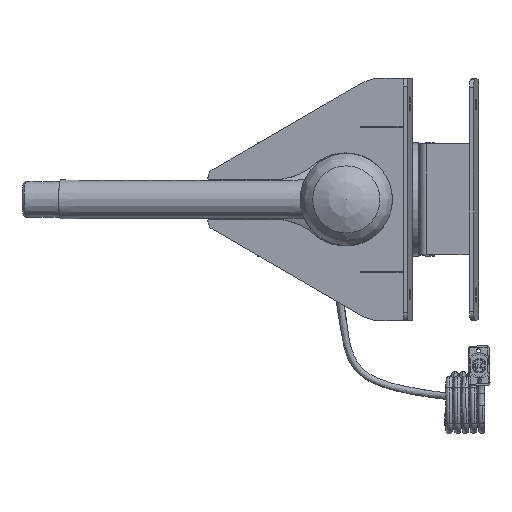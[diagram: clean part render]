
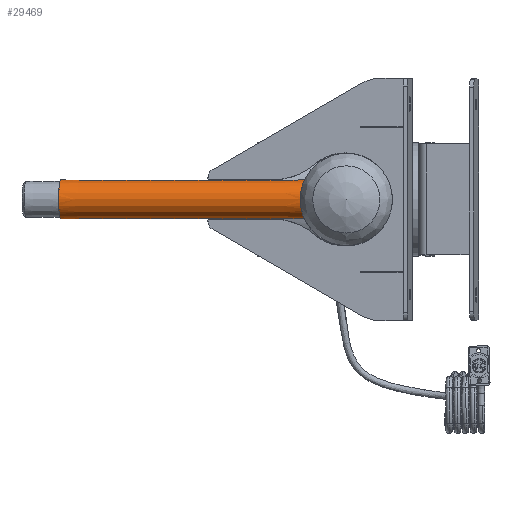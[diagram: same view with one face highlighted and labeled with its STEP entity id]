
A CAD part, left-side view. The second image highlights one B-rep face of the part: STEP entity #29469.
In plain terms, the highlighted conical face has half-angle 0.007 degrees and reference radius 24.2 mm.
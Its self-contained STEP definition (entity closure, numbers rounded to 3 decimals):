
#193=CONICAL_SURFACE('',#32434,24.2,0.);
#300=B_SPLINE_CURVE_WITH_KNOTS('',3,(#45548,#45549,#45550,#45551,#45552,
#45553,#45554,#45555,#45556,#45557,#45558,#45559,#45560,#45561,#45562,#45563,
#45564,#45565,#45566,#45567,#45568,#45569,#45570,#45571,#45572,#45573,#45574,
#45575,#45576,#45577,#45578,#45579,#45580,#45581),.UNSPECIFIED.,.F.,.F.,
(4,2,2,2,2,2,2,2,2,2,2,2,2,2,2,2,4),(3.675,4.136,
4.598,5.059,5.521,5.978,6.435,
6.892,7.35,7.82,8.29,8.76,
9.23,9.696,10.163,10.629,11.095),
 .UNSPECIFIED.);
#304=B_SPLINE_CURVE_WITH_KNOTS('',3,(#45657,#45658,#45659,#45660,#45661,
#45662,#45663,#45664,#45665,#45666,#45667,#45668,#45669,#45670,#45671,#45672,
#45673,#45674),.UNSPECIFIED.,.F.,.F.,(4,2,2,2,2,2,2,2,4),(11.095,
11.561,12.028,12.494,12.96,13.43,
13.9,14.37,14.841),.UNSPECIFIED.);
#305=B_SPLINE_CURVE_WITH_KNOTS('',3,(#45675,#45676,#45677,#45678,#45679,
#45680,#45681,#45682,#45683,#45684,#45685,#45686,#45687,#45688,#45689,#45690,
#45691,#45692),.UNSPECIFIED.,.F.,.F.,(4,2,2,2,2,2,2,2,4),(0.,0.457,
0.914,1.372,1.829,2.29,2.752,
3.213,3.675),.UNSPECIFIED.);
#4872=FACE_OUTER_BOUND('',#6392,.T.);
#6392=EDGE_LOOP('',(#22563,#22564,#22565,#22566,#22567,#22568,#22569));
#8219=LINE('',#45762,#11013);
#11013=VECTOR('',#36421,24.2);
#13759=CIRCLE('',#32426,24.182);
#13760=CIRCLE('',#32427,24.182);
#14913=VERTEX_POINT('',#45545);
#14914=VERTEX_POINT('',#45547);
#14918=VERTEX_POINT('',#45656);
#14927=VERTEX_POINT('',#45745);
#14928=VERTEX_POINT('',#45747);
#17804=EDGE_CURVE('',#14913,#14914,#300,.T.);
#17809=EDGE_CURVE('',#14914,#14918,#304,.T.);
#17810=EDGE_CURVE('',#14918,#14913,#305,.T.);
#17819=EDGE_CURVE('',#14928,#14927,#13759,.T.);
#17820=EDGE_CURVE('',#14927,#14928,#13760,.T.);
#17827=EDGE_CURVE('',#14913,#14927,#8219,.T.);
#22563=ORIENTED_EDGE('',*,*,#17810,.F.);
#22564=ORIENTED_EDGE('',*,*,#17809,.F.);
#22565=ORIENTED_EDGE('',*,*,#17804,.F.);
#22566=ORIENTED_EDGE('',*,*,#17827,.T.);
#22567=ORIENTED_EDGE('',*,*,#17820,.T.);
#22568=ORIENTED_EDGE('',*,*,#17819,.T.);
#22569=ORIENTED_EDGE('',*,*,#17827,.F.);
#29469=ADVANCED_FACE('',(#4872),#193,.T.);
#32426=AXIS2_PLACEMENT_3D('',#45748,#36400,#36401);
#32427=AXIS2_PLACEMENT_3D('',#45749,#36402,#36403);
#32434=AXIS2_PLACEMENT_3D('',#45761,#36419,#36420);
#36400=DIRECTION('center_axis',(-0.101,-0.995,0.));
#36401=DIRECTION('ref_axis',(0.995,-0.101,0.));
#36402=DIRECTION('center_axis',(-0.101,-0.995,0.));
#36403=DIRECTION('ref_axis',(0.995,-0.101,0.));
#36419=DIRECTION('center_axis',(-0.101,-0.995,0.));
#36420=DIRECTION('ref_axis',(0.995,-0.101,0.));
#36421=DIRECTION('',(0.101,0.995,0.));
#45545=CARTESIAN_POINT('',(26.245,57.057,0.));
#45547=CARTESIAN_POINT('',(74.93,57.061,0.));
#45548=CARTESIAN_POINT('Ctrl Pts',(26.245,57.057,0.));
#45549=CARTESIAN_POINT('Ctrl Pts',(26.245,57.057,-1.538));
#45550=CARTESIAN_POINT('Ctrl Pts',(26.388,56.993,-3.125));
#45551=CARTESIAN_POINT('Ctrl Pts',(26.988,56.733,-6.275));
#45552=CARTESIAN_POINT('Ctrl Pts',(27.444,56.536,-7.837));
#45553=CARTESIAN_POINT('Ctrl Pts',(28.649,56.041,-10.827));
#45554=CARTESIAN_POINT('Ctrl Pts',(29.398,55.742,-12.258));
#45555=CARTESIAN_POINT('Ctrl Pts',(31.131,55.095,-14.9));
#45556=CARTESIAN_POINT('Ctrl Pts',(32.114,54.747,-16.111));
#45557=CARTESIAN_POINT('Ctrl Pts',(34.205,54.074,-18.245));
#45558=CARTESIAN_POINT('Ctrl Pts',(35.383,53.724,-19.243));
#45559=CARTESIAN_POINT('Ctrl Pts',(37.962,53.06,-21.006));
#45560=CARTESIAN_POINT('Ctrl Pts',(39.362,52.747,-21.77));
#45561=CARTESIAN_POINT('Ctrl Pts',(42.297,52.224,-22.998));
#45562=CARTESIAN_POINT('Ctrl Pts',(43.836,52.013,-23.463));
#45563=CARTESIAN_POINT('Ctrl Pts',(46.944,51.734,-24.073));
#45564=CARTESIAN_POINT('Ctrl Pts',(48.514,51.666,-24.218));
#45565=CARTESIAN_POINT('Ctrl Pts',(51.606,51.666,-24.218));
#45566=CARTESIAN_POINT('Ctrl Pts',(53.218,51.738,-24.065));
#45567=CARTESIAN_POINT('Ctrl Pts',(56.417,52.026,-23.437));
#45568=CARTESIAN_POINT('Ctrl Pts',(58.002,52.241,-22.962));
#45569=CARTESIAN_POINT('Ctrl Pts',(61.04,52.77,-21.72));
#45570=CARTESIAN_POINT('Ctrl Pts',(62.495,53.083,-20.951));
#45571=CARTESIAN_POINT('Ctrl Pts',(65.19,53.747,-19.185));
#45572=CARTESIAN_POINT('Ctrl Pts',(66.431,54.096,-18.187));
#45573=CARTESIAN_POINT('Ctrl Pts',(68.626,54.762,-16.071));
#45574=CARTESIAN_POINT('Ctrl Pts',(69.662,55.104,-14.877));
#45575=CARTESIAN_POINT('Ctrl Pts',(71.503,55.743,-12.265));
#45576=CARTESIAN_POINT('Ctrl Pts',(72.309,56.04,-10.847));
#45577=CARTESIAN_POINT('Ctrl Pts',(73.612,56.535,-7.871));
#45578=CARTESIAN_POINT('Ctrl Pts',(74.112,56.733,-6.31));
#45579=CARTESIAN_POINT('Ctrl Pts',(74.771,56.996,-3.152));
#45580=CARTESIAN_POINT('Ctrl Pts',(74.93,57.061,-1.554));
#45581=CARTESIAN_POINT('Ctrl Pts',(74.93,57.061,0.));
#45656=CARTESIAN_POINT('',(50.038,51.666,24.218));
#45657=CARTESIAN_POINT('Ctrl Pts',(74.93,57.061,0.));
#45658=CARTESIAN_POINT('Ctrl Pts',(74.93,57.061,1.554));
#45659=CARTESIAN_POINT('Ctrl Pts',(74.771,56.996,3.152));
#45660=CARTESIAN_POINT('Ctrl Pts',(74.112,56.733,6.31));
#45661=CARTESIAN_POINT('Ctrl Pts',(73.612,56.535,7.871));
#45662=CARTESIAN_POINT('Ctrl Pts',(72.309,56.04,10.847));
#45663=CARTESIAN_POINT('Ctrl Pts',(71.503,55.743,12.265));
#45664=CARTESIAN_POINT('Ctrl Pts',(69.662,55.104,14.877));
#45665=CARTESIAN_POINT('Ctrl Pts',(68.626,54.762,16.071));
#45666=CARTESIAN_POINT('Ctrl Pts',(66.431,54.096,18.187));
#45667=CARTESIAN_POINT('Ctrl Pts',(65.19,53.747,19.185));
#45668=CARTESIAN_POINT('Ctrl Pts',(62.495,53.083,20.951));
#45669=CARTESIAN_POINT('Ctrl Pts',(61.04,52.77,21.72));
#45670=CARTESIAN_POINT('Ctrl Pts',(58.002,52.241,22.962));
#45671=CARTESIAN_POINT('Ctrl Pts',(56.417,52.026,23.437));
#45672=CARTESIAN_POINT('Ctrl Pts',(53.218,51.738,24.065));
#45673=CARTESIAN_POINT('Ctrl Pts',(51.606,51.666,24.218));
#45674=CARTESIAN_POINT('Ctrl Pts',(50.038,51.666,24.218));
#45675=CARTESIAN_POINT('Ctrl Pts',(50.038,51.666,24.218));
#45676=CARTESIAN_POINT('Ctrl Pts',(48.514,51.666,24.218));
#45677=CARTESIAN_POINT('Ctrl Pts',(46.944,51.734,24.073));
#45678=CARTESIAN_POINT('Ctrl Pts',(43.836,52.013,23.463));
#45679=CARTESIAN_POINT('Ctrl Pts',(42.297,52.224,22.998));
#45680=CARTESIAN_POINT('Ctrl Pts',(39.362,52.747,21.77));
#45681=CARTESIAN_POINT('Ctrl Pts',(37.962,53.06,21.006));
#45682=CARTESIAN_POINT('Ctrl Pts',(35.383,53.724,19.243));
#45683=CARTESIAN_POINT('Ctrl Pts',(34.205,54.074,18.245));
#45684=CARTESIAN_POINT('Ctrl Pts',(32.114,54.747,16.111));
#45685=CARTESIAN_POINT('Ctrl Pts',(31.131,55.095,14.9));
#45686=CARTESIAN_POINT('Ctrl Pts',(29.398,55.742,12.258));
#45687=CARTESIAN_POINT('Ctrl Pts',(28.649,56.041,10.827));
#45688=CARTESIAN_POINT('Ctrl Pts',(27.444,56.536,7.837));
#45689=CARTESIAN_POINT('Ctrl Pts',(26.988,56.733,6.275));
#45690=CARTESIAN_POINT('Ctrl Pts',(26.388,56.993,3.125));
#45691=CARTESIAN_POINT('Ctrl Pts',(26.245,57.057,1.538));
#45692=CARTESIAN_POINT('Ctrl Pts',(26.245,57.057,0.));
#45745=CARTESIAN_POINT('',(56.706,356.074,0.));
#45747=CARTESIAN_POINT('',(104.822,351.178,0.));
#45748=CARTESIAN_POINT('Origin',(80.764,353.626,0.));
#45749=CARTESIAN_POINT('Origin',(80.764,353.626,0.));
#45761=CARTESIAN_POINT('Origin',(65.334,201.975,0.));
#45762=CARTESIAN_POINT('',(41.258,204.425,0.));
